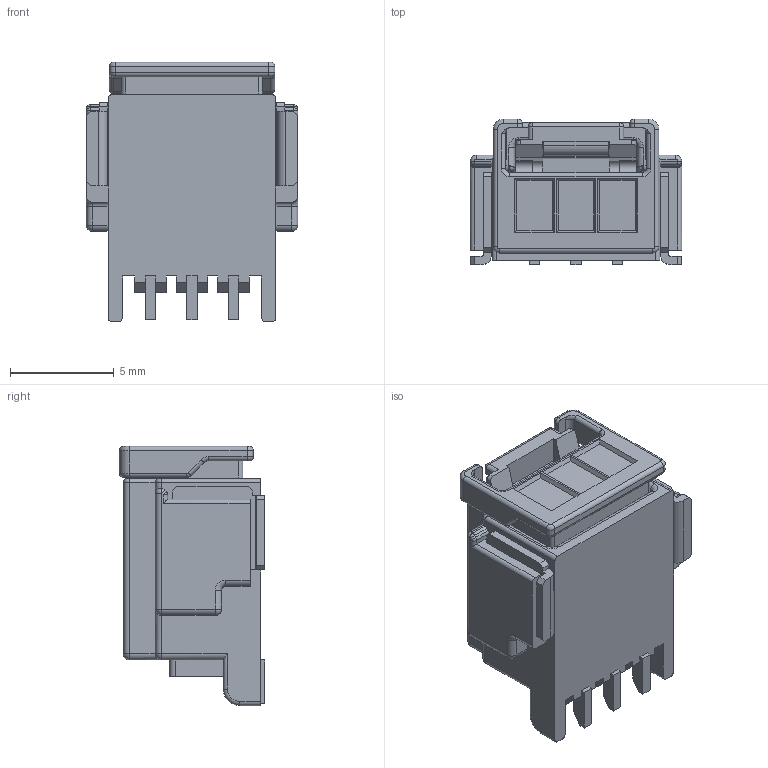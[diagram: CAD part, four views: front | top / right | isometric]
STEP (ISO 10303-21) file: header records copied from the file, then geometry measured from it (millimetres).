
FILE_DESCRIPTION (( 'STEP AP214' ), '1' );
FILE_NAME ('C_020 S SMT 3P H.STEP', '2019-02-13T00:22:27', ( 'Personal' ), ( 'Microsoft' ), 'SwSTEP 2.0', 'SolidWorks 2014', '' );
FILE_SCHEMA (( 'AUTOMOTIVE_DESIGN' ));
Length unit declared in the file: millimetre
Products named in the file (3): C_020 S SMT 3P H; C_020 S SMT 3M HZT Ass`y; C_020 S 3F HSG
Assembly tree (2 placements, depth 2):
  C_020 S SMT 3P H
    C_020 S SMT 3M HZT Ass`y
    C_020 S 3F HSG
Bounding box: 10.2 x 7.01 x 12.5 mm (x, y, z)
Volume: 533.3 mm3; surface area: 1050.8 mm2
Topology: 2 solids, 2 shells, 603 faces, 1539 edges, 918 vertices
Faces by surface type: plane 268, cylinder 208, torus 63, bspline 42, sphere 22
Entity records: 19456 total; most frequent: CARTESIAN_POINT 5125, ORIENTED_EDGE 3014, DIRECTION 2940, EDGE_CURVE 1507, AXIS2_PLACEMENT_3D 985, VECTOR 970, LINE 970, VERTEX_POINT 918
